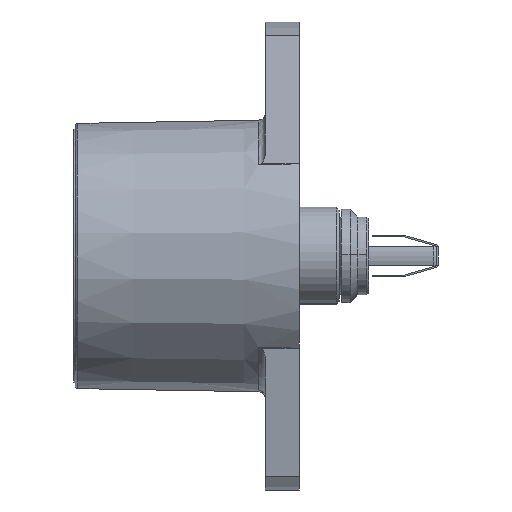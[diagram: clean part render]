
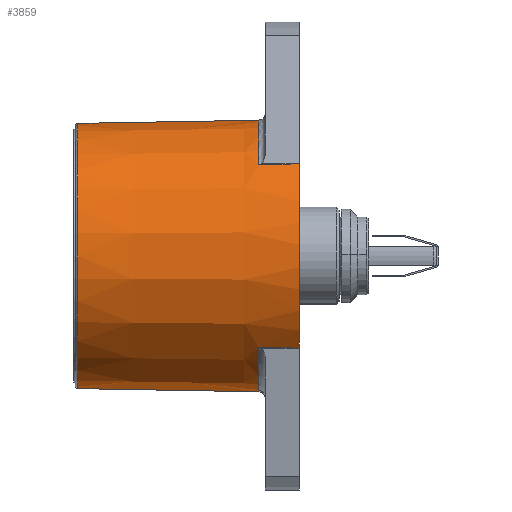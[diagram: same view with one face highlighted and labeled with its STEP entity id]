
A CAD part, left-side view. The second image highlights one B-rep face of the part: STEP entity #3859.
In plain terms, the highlighted conical face has half-angle 1 degrees and reference radius 14 mm.
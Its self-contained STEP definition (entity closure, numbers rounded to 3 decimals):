
#1 = CARTESIAN_POINT ( 'NONE',  ( 0., 0., -5.405 ) ) ;
#2 = DIRECTION ( 'NONE',  ( -1., 0., 0. ) ) ;
#3 = DIRECTION ( 'NONE',  ( 0., 0., 1. ) ) ;
#4 = AXIS2_PLACEMENT_3D ( 'NONE', #1, #3, #2 ) ;
#1186 = CARTESIAN_POINT ( 'NONE',  ( 13.604, 0., -5.405 ) ) ;
#1254 = CARTESIAN_POINT ( 'NONE',  ( -13.604, 0., -5.405 ) ) ;
#1261 = CIRCLE ( 'NONE', #4, 13.604 ) ;
#3737 = EDGE_CURVE ( 'NONE', #3738, #3739, #6693, .T. ) ;
#3738 = VERTEX_POINT ( 'NONE', #6795 ) ;
#3739 = VERTEX_POINT ( 'NONE', #6794 ) ;
#3743 = ORIENTED_EDGE ( 'NONE', *, *, #3855, .T. ) ;
#3744 = ORIENTED_EDGE ( 'NONE', *, *, #3737, .T. ) ;
#3745 = ORIENTED_EDGE ( 'NONE', *, *, #3870, .T. ) ;
#3746 = ORIENTED_EDGE ( 'NONE', *, *, #3747, .T. ) ;
#3747 = EDGE_CURVE ( 'NONE', #3874, #3748, #6736, .T. ) ;
#3748 = VERTEX_POINT ( 'NONE', #6738 ) ;
#3749 = ORIENTED_EDGE ( 'NONE', *, *, #3750, .F. ) ;
#3750 = EDGE_CURVE ( 'NONE', #4477, #3754, #6737, .T. ) ;
#3752 = ORIENTED_EDGE ( 'NONE', *, *, #3753, .T. ) ;
#3753 = EDGE_CURVE ( 'NONE', #3748, #3754, #6728, .T. ) ;
#3754 = VERTEX_POINT ( 'NONE', #6723 ) ;
#3855 = EDGE_CURVE ( 'NONE', #4464, #3738, #7382, .T. ) ;
#3856 = EDGE_LOOP ( 'NONE', ( #3875, #3743, #3744, #3745, #3872, #3746, #3752, #3749 ) ) ;
#3859 = ADVANCED_FACE ( 'NONE', ( #7351 ), #7366, .T. ) ;
#3870 = EDGE_CURVE ( 'Kante5', #3739, #3871, #7160, .T. ) ;
#3871 = VERTEX_POINT ( 'NONE', #7439 ) ;
#3872 = ORIENTED_EDGE ( 'NONE', *, *, #3873, .F. ) ;
#3873 = EDGE_CURVE ( 'NONE', #3874, #3871, #7445, .T. ) ;
#3874 = VERTEX_POINT ( 'NONE', #7452 ) ;
#3875 = ORIENTED_EDGE ( 'NONE', *, *, #4469, .T. ) ;
#4464 = VERTEX_POINT ( 'NONE', #1254 ) ;
#4469 = EDGE_CURVE ( 'NONE', #4477, #4464, #1261, .T. ) ;
#4477 = VERTEX_POINT ( 'NONE', #1186 ) ;
#6693 = CIRCLE ( 'NONE', #6799, 13.927 ) ;
#6723 = CARTESIAN_POINT ( 'NONE',  ( 13.927, 0., 13.112 ) ) ;
#6724 = DIRECTION ( 'NONE',  ( 1., 0., 0. ) ) ;
#6725 = DIRECTION ( 'NONE',  ( 0., 0., -1. ) ) ;
#6726 = CARTESIAN_POINT ( 'NONE',  ( 0., 0., 13.112 ) ) ;
#6727 = AXIS2_PLACEMENT_3D ( 'NONE', #6726, #6725, #6724 ) ;
#6728 = CIRCLE ( 'NONE', #6727, 13.927 ) ;
#6729 = DIRECTION ( 'NONE',  ( 0.017, 0., 1. ) ) ;
#6730 = VECTOR ( 'NONE', #6729, 1000. ) ;
#6731 = CARTESIAN_POINT ( 'NONE',  ( 14., 0., 17.3 ) ) ;
#6732 = CARTESIAN_POINT ( 'NONE',  ( 9.349, 10.322, 13.112 ) ) ;
#6733 = CARTESIAN_POINT ( 'NONE',  ( 9.386, 10.322, 14.508 ) ) ;
#6734 = CARTESIAN_POINT ( 'NONE',  ( 9.422, 10.322, 15.904 ) ) ;
#6735 = CARTESIAN_POINT ( 'NONE',  ( 9.458, 10.322, 17.3 ) ) ;
#6736 = B_SPLINE_CURVE_WITH_KNOTS ( 'NONE', 3,
 ( #6735, #6734, #6733, #6732 ),
 .UNSPECIFIED., .F., .F.,
 ( 4, 4 ),
 ( 0.026, 0.03 ),
 .UNSPECIFIED. ) ;
#6737 = LINE ( 'NONE', #6731, #6730 ) ;
#6738 = CARTESIAN_POINT ( 'NONE',  ( 9.349, 10.322, 13.112 ) ) ;
#6794 = CARTESIAN_POINT ( 'NONE',  ( -9.349, 10.322, 13.112 ) ) ;
#6795 = CARTESIAN_POINT ( 'NONE',  ( -13.927, 0., 13.112 ) ) ;
#6796 = DIRECTION ( 'NONE',  ( 1., 0., 0. ) ) ;
#6797 = DIRECTION ( 'NONE',  ( 0., 0., -1. ) ) ;
#6798 = CARTESIAN_POINT ( 'NONE',  ( 0., 0., 13.112 ) ) ;
#6799 = AXIS2_PLACEMENT_3D ( 'NONE', #6798, #6797, #6796 ) ;
#7160 = B_SPLINE_CURVE_WITH_KNOTS ( 'NONE', 3,
 ( #7163, #7162, #7226, #7229 ),
 .UNSPECIFIED., .F., .F.,
 ( 4, 4 ),
 ( 0.025, 0.029 ),
 .UNSPECIFIED. ) ;
#7162 = CARTESIAN_POINT ( 'NONE',  ( -9.386, 10.322, 14.508 ) ) ;
#7163 = CARTESIAN_POINT ( 'NONE',  ( -9.349, 10.322, 13.112 ) ) ;
#7226 = CARTESIAN_POINT ( 'NONE',  ( -9.422, 10.322, 15.904 ) ) ;
#7229 = CARTESIAN_POINT ( 'NONE',  ( -9.458, 10.322, 17.3 ) ) ;
#7350 = CARTESIAN_POINT ( 'NONE',  ( 0., 0., 17.3 ) ) ;
#7351 = FACE_OUTER_BOUND ( 'NONE', #3856, .T. ) ;
#7363 = DIRECTION ( 'NONE',  ( 1., 0., 0. ) ) ;
#7364 = DIRECTION ( 'NONE',  ( 0., 0., 1. ) ) ;
#7365 = AXIS2_PLACEMENT_3D ( 'NONE', #7350, #7364, #7363 ) ;
#7366 = CONICAL_SURFACE ( 'NONE', #7365, 14., 0.017 ) ;
#7379 = DIRECTION ( 'NONE',  ( -0.017, 0., 1. ) ) ;
#7380 = VECTOR ( 'NONE', #7379, 1000. ) ;
#7381 = CARTESIAN_POINT ( 'NONE',  ( -14., 0., 17.3 ) ) ;
#7382 = LINE ( 'NONE', #7381, #7380 ) ;
#7439 = CARTESIAN_POINT ( 'NONE',  ( -9.458, 10.322, 17.3 ) ) ;
#7443 = AXIS2_PLACEMENT_3D ( 'NONE', #7444, #7450, #7451 ) ;
#7444 = CARTESIAN_POINT ( 'NONE',  ( 0., 0., 17.3 ) ) ;
#7445 = CIRCLE ( 'NONE', #7443, 14. ) ;
#7450 = DIRECTION ( 'NONE',  ( 0., 0., 1. ) ) ;
#7451 = DIRECTION ( 'NONE',  ( 1., 0., 0. ) ) ;
#7452 = CARTESIAN_POINT ( 'NONE',  ( 9.458, 10.322, 17.3 ) ) ;
